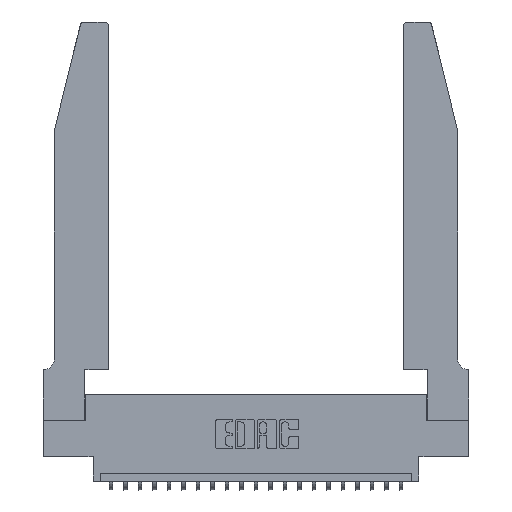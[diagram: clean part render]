
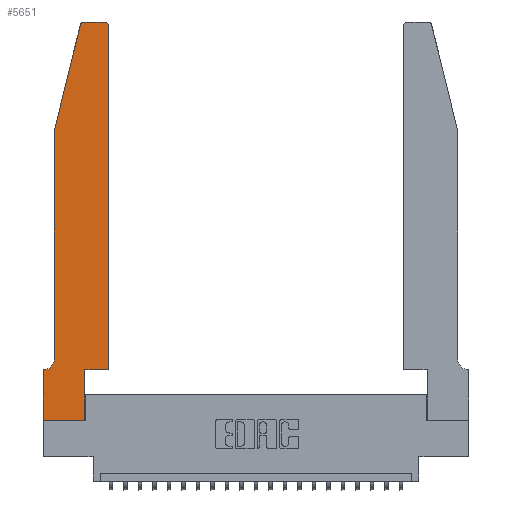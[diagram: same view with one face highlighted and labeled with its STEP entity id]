
A CAD part, top view. The second image highlights one B-rep face of the part: STEP entity #5651.
In plain terms, the highlighted planar face has unit normal (0, 0, 1).
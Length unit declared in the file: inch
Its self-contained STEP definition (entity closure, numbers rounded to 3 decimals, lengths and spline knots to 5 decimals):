
#18 = EDGE_CURVE ( 'NONE', #7184, #629, #8824, .T. ) ;
#127 = DIRECTION ( 'NONE',  ( -1., 0., 0. ) ) ;
#247 = EDGE_CURVE ( 'NONE', #20762, #18458, #13369, .T. ) ;
#260 = AXIS2_PLACEMENT_3D ( 'NONE', #10843, #10616, #19695 ) ;
#281 = VERTEX_POINT ( 'NONE', #3370 ) ;
#398 = CARTESIAN_POINT ( 'NONE',  ( 0.2865, 0.35, 0.37 ) ) ;
#412 = DIRECTION ( 'NONE',  ( 1., 0., 0. ) ) ;
#511 = CARTESIAN_POINT ( 'NONE',  ( 0., 0., 0.37 ) ) ;
#535 = CARTESIAN_POINT ( 'NONE',  ( 0.284, 2.72, 0.37 ) ) ;
#629 = VERTEX_POINT ( 'NONE', #398 ) ;
#1312 = VERTEX_POINT ( 'NONE', #18566 ) ;
#1409 = CARTESIAN_POINT ( 'NONE',  ( 0.284, 2.75, 0.37 ) ) ;
#1468 = DIRECTION ( 'NONE',  ( -0.239, -0.971, 0. ) ) ;
#1773 = LINE ( 'NONE', #4221, #10895 ) ;
#2161 = CIRCLE ( 'NONE', #12757, 0.03 ) ;
#2453 = DIRECTION ( 'NONE',  ( 1., 0., 0. ) ) ;
#2480 = DIRECTION ( 'NONE',  ( -1., 0., 0. ) ) ;
#2495 = EDGE_CURVE ( 'NONE', #9029, #7057, #5828, .T. ) ;
#2552 = LINE ( 'NONE', #5140, #18814 ) ;
#3370 = CARTESIAN_POINT ( 'NONE',  ( 0.25487, 2.72718, 0.37 ) ) ;
#4064 = ORIENTED_EDGE ( 'NONE', *, *, #10931, .T. ) ;
#4106 = ORIENTED_EDGE ( 'NONE', *, *, #18, .T. ) ;
#4150 = ORIENTED_EDGE ( 'NONE', *, *, #22632, .T. ) ;
#4221 = CARTESIAN_POINT ( 'NONE',  ( 0., 0., 0.37 ) ) ;
#4265 = ORIENTED_EDGE ( 'NONE', *, *, #2495, .T. ) ;
#4630 = VECTOR ( 'NONE', #127, 39.37008 ) ;
#4760 = ORIENTED_EDGE ( 'NONE', *, *, #8665, .T. ) ;
#4913 = CIRCLE ( 'NONE', #18039, 0.07 ) ;
#5140 = CARTESIAN_POINT ( 'NONE',  ( 0.0755, 2., 0.37 ) ) ;
#5651 = ADVANCED_FACE ( 'NONE', ( #8784 ), #13822, .T. ) ;
#5828 = LINE ( 'NONE', #10940, #19790 ) ;
#6088 = DIRECTION ( 'NONE',  ( 0., 1., 0. ) ) ;
#6149 = DIRECTION ( 'NONE',  ( 0., 0., -1. ) ) ;
#6564 = CARTESIAN_POINT ( 'NONE',  ( 0.2865, 0., 0.37 ) ) ;
#6874 = EDGE_LOOP ( 'NONE', ( #4150, #22558, #7576, #7759, #4760, #20144, #4265, #4064, #4106, #21610, #10894, #6929 ) ) ;
#6929 = ORIENTED_EDGE ( 'NONE', *, *, #247, .T. ) ;
#7057 = VERTEX_POINT ( 'NONE', #511 ) ;
#7148 = CARTESIAN_POINT ( 'NONE',  ( 0.4505, 0.35, 0.37 ) ) ;
#7184 = VERTEX_POINT ( 'NONE', #6564 ) ;
#7576 = ORIENTED_EDGE ( 'NONE', *, *, #12418, .T. ) ;
#7679 = VECTOR ( 'NONE', #6088, 39.37008 ) ;
#7759 = ORIENTED_EDGE ( 'NONE', *, *, #16435, .T. ) ;
#8071 = CARTESIAN_POINT ( 'NONE',  ( 0.0055, 0.35, 0.37 ) ) ;
#8586 = VERTEX_POINT ( 'NONE', #12485 ) ;
#8665 = EDGE_CURVE ( 'NONE', #9619, #15782, #4913, .T. ) ;
#8714 = DIRECTION ( 'NONE',  ( 1., 0., 0. ) ) ;
#8784 = FACE_OUTER_BOUND ( 'NONE', #6874, .T. ) ;
#8824 = LINE ( 'NONE', #18999, #7679 ) ;
#9029 = VERTEX_POINT ( 'NONE', #10340 ) ;
#9235 = EDGE_CURVE ( 'NONE', #8586, #20762, #16230, .T. ) ;
#9619 = VERTEX_POINT ( 'NONE', #11923 ) ;
#9867 = DIRECTION ( 'NONE',  ( 0., 0., 1. ) ) ;
#10156 = EDGE_CURVE ( 'NONE', #15782, #9029, #16365, .T. ) ;
#10340 = CARTESIAN_POINT ( 'NONE',  ( 0., 0.35, 0.37 ) ) ;
#10616 = DIRECTION ( 'NONE',  ( 0., 0., 1. ) ) ;
#10843 = CARTESIAN_POINT ( 'NONE',  ( 0.4205, 2.72, 0.37 ) ) ;
#10894 = ORIENTED_EDGE ( 'NONE', *, *, #9235, .T. ) ;
#10895 = VECTOR ( 'NONE', #2453, 39.37008 ) ;
#10931 = EDGE_CURVE ( 'NONE', #7057, #7184, #1773, .T. ) ;
#10940 = CARTESIAN_POINT ( 'NONE',  ( 0., 0., 0.37 ) ) ;
#11422 = CARTESIAN_POINT ( 'NONE',  ( 0.4505, 0.35, 0.37 ) ) ;
#11527 = VECTOR ( 'NONE', #16837, 39.37008 ) ;
#11923 = CARTESIAN_POINT ( 'NONE',  ( 0.0755, 0.42, 0.37 ) ) ;
#12418 = EDGE_CURVE ( 'NONE', #281, #1312, #2552, .T. ) ;
#12485 = CARTESIAN_POINT ( 'NONE',  ( 0.4505, 0.35, 0.37 ) ) ;
#12757 = AXIS2_PLACEMENT_3D ( 'NONE', #535, #9867, #22604 ) ;
#12769 = EDGE_CURVE ( 'NONE', #629, #8586, #16233, .T. ) ;
#13369 = CIRCLE ( 'NONE', #260, 0.03 ) ;
#13538 = DIRECTION ( 'NONE',  ( 0., -1., 0. ) ) ;
#13812 = VECTOR ( 'NONE', #13538, 39.37008 ) ;
#13822 = PLANE ( 'NONE',  #16009 ) ;
#13857 = CARTESIAN_POINT ( 'NONE',  ( 0.0755, 2., 0.37 ) ) ;
#14276 = EDGE_CURVE ( 'NONE', #20710, #281, #2161, .T. ) ;
#14300 = DIRECTION ( 'NONE',  ( 0., -1., 0. ) ) ;
#14406 = DIRECTION ( 'NONE',  ( 0., 1., 0. ) ) ;
#14634 = CARTESIAN_POINT ( 'NONE',  ( 0.2605, 2.75, 0.37 ) ) ;
#14906 = CARTESIAN_POINT ( 'NONE',  ( 0.4205, 2.75, 0.37 ) ) ;
#14996 = CARTESIAN_POINT ( 'NONE',  ( 0.0755, 0.35, 0.37 ) ) ;
#15086 = VECTOR ( 'NONE', #412, 39.37008 ) ;
#15782 = VERTEX_POINT ( 'NONE', #8071 ) ;
#16009 = AXIS2_PLACEMENT_3D ( 'NONE', #21116, #19625, #8714 ) ;
#16230 = LINE ( 'NONE', #7148, #20647 ) ;
#16233 = LINE ( 'NONE', #11422, #15086 ) ;
#16365 = LINE ( 'NONE', #14996, #11527 ) ;
#16435 = EDGE_CURVE ( 'NONE', #1312, #9619, #20049, .T. ) ;
#16837 = DIRECTION ( 'NONE',  ( -1., 0., 0. ) ) ;
#17313 = CARTESIAN_POINT ( 'NONE',  ( 0.0055, 0.42, 0.37 ) ) ;
#18039 = AXIS2_PLACEMENT_3D ( 'NONE', #17313, #6149, #2480 ) ;
#18458 = VERTEX_POINT ( 'NONE', #14906 ) ;
#18566 = CARTESIAN_POINT ( 'NONE',  ( 0.0755, 2., 0.37 ) ) ;
#18814 = VECTOR ( 'NONE', #1468, 39.37008 ) ;
#18999 = CARTESIAN_POINT ( 'NONE',  ( 0.2865, 0.35, 0.37 ) ) ;
#19340 = CARTESIAN_POINT ( 'NONE',  ( 0.4505, 2.72, 0.37 ) ) ;
#19625 = DIRECTION ( 'NONE',  ( 0., 0., 1. ) ) ;
#19695 = DIRECTION ( 'NONE',  ( 1., 0., 0. ) ) ;
#19724 = LINE ( 'NONE', #14634, #4630 ) ;
#19790 = VECTOR ( 'NONE', #14300, 39.37008 ) ;
#20049 = LINE ( 'NONE', #13857, #13812 ) ;
#20144 = ORIENTED_EDGE ( 'NONE', *, *, #10156, .T. ) ;
#20647 = VECTOR ( 'NONE', #14406, 39.37008 ) ;
#20710 = VERTEX_POINT ( 'NONE', #1409 ) ;
#20762 = VERTEX_POINT ( 'NONE', #19340 ) ;
#21116 = CARTESIAN_POINT ( 'NONE',  ( 0., 0.35, 0.37 ) ) ;
#21610 = ORIENTED_EDGE ( 'NONE', *, *, #12769, .T. ) ;
#22558 = ORIENTED_EDGE ( 'NONE', *, *, #14276, .T. ) ;
#22604 = DIRECTION ( 'NONE',  ( 1., 0., 0. ) ) ;
#22632 = EDGE_CURVE ( 'NONE', #18458, #20710, #19724, .T. ) ;
